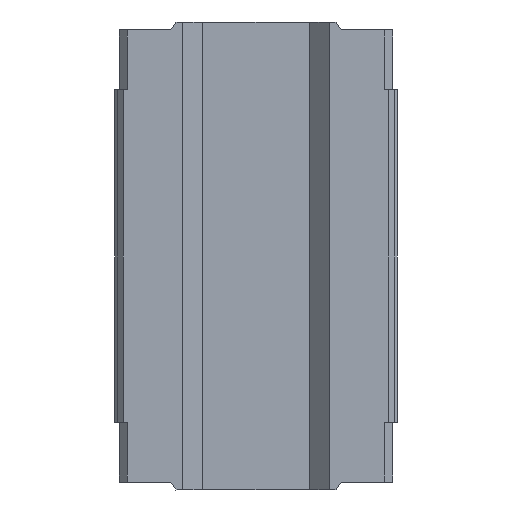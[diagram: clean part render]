
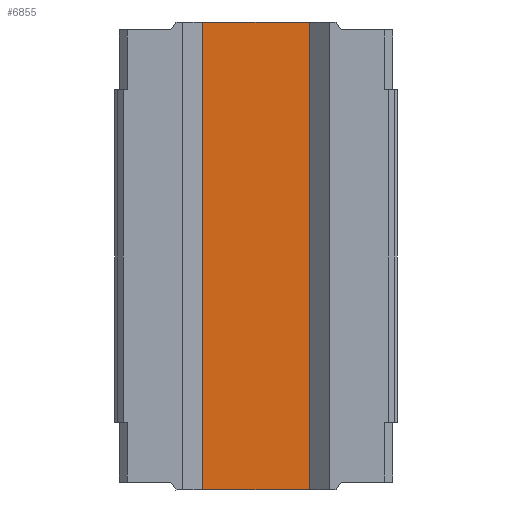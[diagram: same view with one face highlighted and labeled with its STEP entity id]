
A CAD part, front view. The second image highlights one B-rep face of the part: STEP entity #6855.
In plain terms, the highlighted planar face has unit normal (0, -1, 0).
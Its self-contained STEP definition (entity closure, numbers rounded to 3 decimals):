
#6720 = VERTEX_POINT ( 'NONE', #16480 ) ;
#6723 = EDGE_CURVE ( 'NONE', #6720, #6726, #16479, .T. ) ;
#6726 = VERTEX_POINT ( 'NONE', #16540 ) ;
#6776 = EDGE_CURVE ( 'NONE', #6726, #6809, #16517, .T. ) ;
#6787 = EDGE_CURVE ( 'NONE', #6809, #6789, #16512, .T. ) ;
#6789 = VERTEX_POINT ( 'NONE', #16556 ) ;
#6809 = VERTEX_POINT ( 'NONE', #16541 ) ;
#6855 = ADVANCED_FACE ( 'NONE', ( #16587 ), #16586, .F. ) ;
#6856 = EDGE_LOOP ( 'NONE', ( #6857, #6860, #6862, #6864 ) ) ;
#6857 = ORIENTED_EDGE ( 'NONE', *, *, #6787, .F. ) ;
#6860 = ORIENTED_EDGE ( 'NONE', *, *, #6776, .F. ) ;
#6862 = ORIENTED_EDGE ( 'NONE', *, *, #6723, .F. ) ;
#6864 = ORIENTED_EDGE ( 'NONE', *, *, #6881, .F. ) ;
#6881 = EDGE_CURVE ( 'NONE', #6789, #6720, #16575, .T. ) ;
#16476 = DIRECTION ( 'NONE',  ( -1., 0., 0. ) ) ;
#16477 = VECTOR ( 'NONE', #16476, 1000. ) ;
#16478 = CARTESIAN_POINT ( 'NONE',  ( 19.5, -6.37, -24. ) ) ;
#16479 = LINE ( 'NONE', #16478, #16477 ) ;
#16480 = CARTESIAN_POINT ( 'NONE',  ( 19.5, -6.37, -24. ) ) ;
#16512 = LINE ( 'NONE', #16559, #16558 ) ;
#16514 = DIRECTION ( 'NONE',  ( 0., 0., 1. ) ) ;
#16515 = VECTOR ( 'NONE', #16514, 1000. ) ;
#16516 = CARTESIAN_POINT ( 'NONE',  ( -19.5, -6.37, -82.3 ) ) ;
#16517 = LINE ( 'NONE', #16516, #16515 ) ;
#16540 = CARTESIAN_POINT ( 'NONE',  ( -19.5, -6.37, -24. ) ) ;
#16541 = CARTESIAN_POINT ( 'NONE',  ( -19.5, -6.37, 141.7 ) ) ;
#16556 = CARTESIAN_POINT ( 'NONE',  ( 19.5, -6.37, 141.7 ) ) ;
#16557 = DIRECTION ( 'NONE',  ( 1., 0., 0. ) ) ;
#16558 = VECTOR ( 'NONE', #16557, 1000. ) ;
#16559 = CARTESIAN_POINT ( 'NONE',  ( 19.5, -6.37, 141.7 ) ) ;
#16572 = DIRECTION ( 'NONE',  ( 0., 0., -1. ) ) ;
#16573 = VECTOR ( 'NONE', #16572, 1000. ) ;
#16574 = CARTESIAN_POINT ( 'NONE',  ( 19.5, -6.37, -82.3 ) ) ;
#16575 = LINE ( 'NONE', #16574, #16573 ) ;
#16582 = DIRECTION ( 'NONE',  ( 0., 0., 1. ) ) ;
#16583 = DIRECTION ( 'NONE',  ( 0., 1., 0. ) ) ;
#16584 = CARTESIAN_POINT ( 'NONE',  ( 19.5, -6.37, -82.3 ) ) ;
#16585 = AXIS2_PLACEMENT_3D ( 'NONE', #16584, #16583, #16582 ) ;
#16586 = PLANE ( 'NONE',  #16585 ) ;
#16587 = FACE_OUTER_BOUND ( 'NONE', #6856, .T. ) ;
